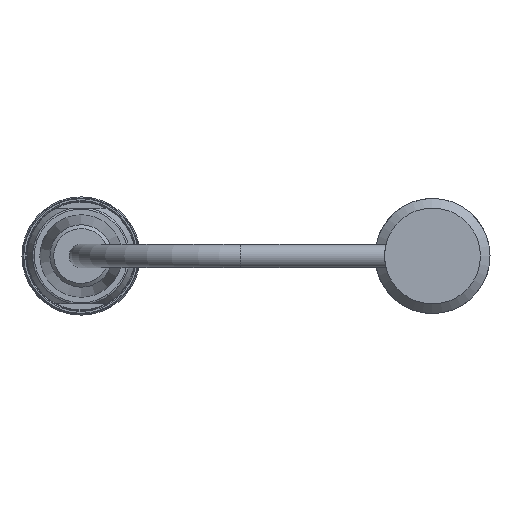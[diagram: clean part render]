
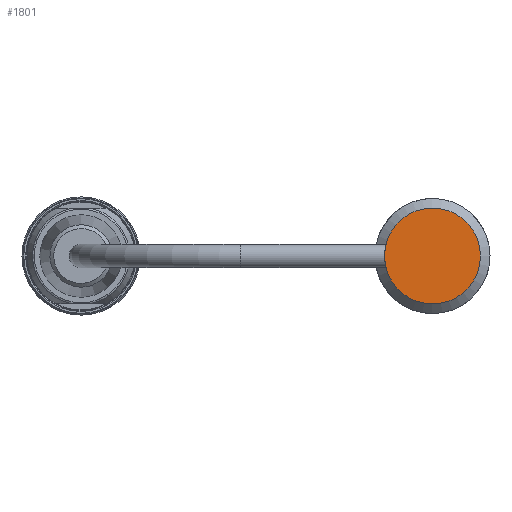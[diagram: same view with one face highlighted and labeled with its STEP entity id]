
A CAD part, left-side view. The second image highlights one B-rep face of the part: STEP entity #1801.
In plain terms, the highlighted planar face has unit normal (-1, 0, 0).
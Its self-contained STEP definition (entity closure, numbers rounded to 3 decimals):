
#217=PLANE('',#1954);
#291=CIRCLE('',#1937,7.5);
#472=FACE_OUTER_BOUND('',#604,.T.);
#604=EDGE_LOOP('',(#1210));
#789=VERTEX_POINT('',#2796);
#956=EDGE_CURVE('',#789,#789,#291,.T.);
#1210=ORIENTED_EDGE('',*,*,#956,.F.);
#1801=ADVANCED_FACE('',(#472),#217,.T.);
#1937=AXIS2_PLACEMENT_3D('',#2797,#2170,#2171);
#1954=AXIS2_PLACEMENT_3D('',#2973,#2204,#2205);
#2170=DIRECTION('center_axis',(1.,0.,0.));
#2171=DIRECTION('ref_axis',(0.,0.,
1.));
#2204=DIRECTION('center_axis',(-1.,0.,0.));
#2205=DIRECTION('ref_axis',(0.,0.,
-1.));
#2796=CARTESIAN_POINT('',(-6.5,-7.5,0.));
#2797=CARTESIAN_POINT('Origin',(-6.5,0.,0.));
#2973=CARTESIAN_POINT('Origin',(-6.5,-7.5,0.));
